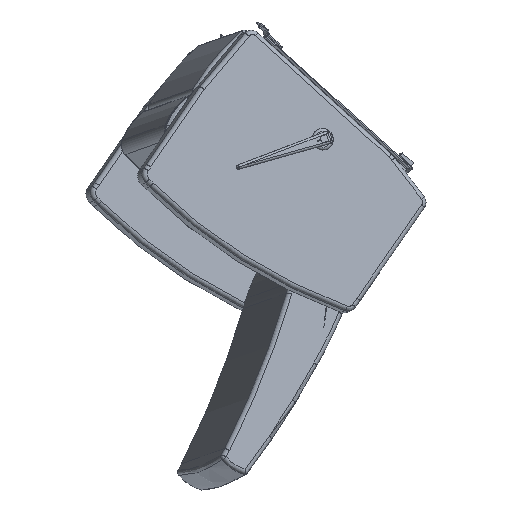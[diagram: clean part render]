
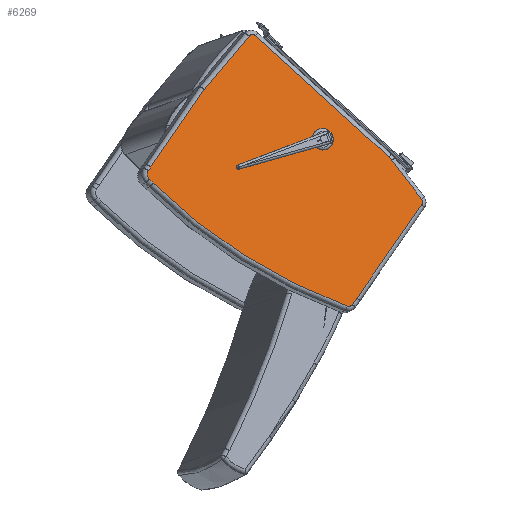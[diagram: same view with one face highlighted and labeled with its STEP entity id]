
A CAD part, left-side view. The second image highlights one B-rep face of the part: STEP entity #6269.
In plain terms, the highlighted face is planar.
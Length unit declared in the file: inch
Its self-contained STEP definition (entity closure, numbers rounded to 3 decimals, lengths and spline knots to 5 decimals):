
#652=CIRCLE('',#7023,59.75);
#656=CIRCLE('',#7029,0.5);
#658=CIRCLE('',#7033,2.5);
#661=CIRCLE('',#7037,0.5);
#665=CIRCLE('',#7042,0.5);
#668=CIRCLE('',#7047,59.75);
#670=CIRCLE('',#7049,0.5);
#671=CIRCLE('',#7052,0.75);
#1180=FACE_OUTER_BOUND('',#1574,.T.);
#1574=EDGE_LOOP('',(#5675,#5676,#5677,#5678,#5679,#5680,#5681,#5682,#5683,
#5684,#5685,#5686,#5687,#5688,#5689));
#2013=LINE('',#12402,#2467);
#2015=LINE('',#12433,#2469);
#2016=LINE('',#12449,#2470);
#2018=LINE('',#12468,#2472);
#2019=LINE('',#12493,#2473);
#2021=LINE('',#12510,#2475);
#2023=LINE('',#12529,#2477);
#2467=VECTOR('',#8824,0.3937);
#2469=VECTOR('',#8832,0.3937);
#2470=VECTOR('',#8841,0.3937);
#2472=VECTOR('',#8851,0.3937);
#2473=VECTOR('',#8862,0.3937);
#2475=VECTOR('',#8872,0.3937);
#2477=VECTOR('',#8886,0.3937);
#3007=VERTEX_POINT('',#12376);
#3008=VERTEX_POINT('',#12387);
#3009=VERTEX_POINT('',#12400);
#3010=VERTEX_POINT('',#12401);
#3013=VERTEX_POINT('',#12429);
#3014=VERTEX_POINT('',#12431);
#3015=VERTEX_POINT('',#12443);
#3016=VERTEX_POINT('',#12447);
#3017=VERTEX_POINT('',#12451);
#3019=VERTEX_POINT('',#12466);
#3021=VERTEX_POINT('',#12485);
#3023=VERTEX_POINT('',#12491);
#3025=VERTEX_POINT('',#12505);
#3026=VERTEX_POINT('',#12513);
#3027=VERTEX_POINT('',#12525);
#3880=EDGE_CURVE('',#3007,#3008,#652,.T.);
#3882=EDGE_CURVE('',#3009,#3010,#2013,.T.);
#3888=EDGE_CURVE('',#3014,#3013,#2015,.T.);
#3890=EDGE_CURVE('',#3015,#3014,#656,.T.);
#3892=EDGE_CURVE('',#3016,#3015,#2016,.T.);
#3894=EDGE_CURVE('',#3017,#3016,#658,.T.);
#3897=EDGE_CURVE('',#3019,#3017,#2018,.T.);
#3899=EDGE_CURVE('',#3021,#3019,#661,.T.);
#3902=EDGE_CURVE('',#3023,#3021,#2019,.T.);
#3905=EDGE_CURVE('',#3025,#3023,#665,.T.);
#3907=EDGE_CURVE('',#3010,#3025,#2021,.T.);
#3910=EDGE_CURVE('',#3026,#3007,#668,.T.);
#3912=EDGE_CURVE('',#3027,#3026,#670,.T.);
#3913=EDGE_CURVE('',#3013,#3027,#2023,.T.);
#3914=EDGE_CURVE('',#3008,#3009,#671,.T.);
#5675=ORIENTED_EDGE('',*,*,#3888,.F.);
#5676=ORIENTED_EDGE('',*,*,#3890,.F.);
#5677=ORIENTED_EDGE('',*,*,#3892,.F.);
#5678=ORIENTED_EDGE('',*,*,#3894,.F.);
#5679=ORIENTED_EDGE('',*,*,#3897,.F.);
#5680=ORIENTED_EDGE('',*,*,#3899,.F.);
#5681=ORIENTED_EDGE('',*,*,#3902,.F.);
#5682=ORIENTED_EDGE('',*,*,#3905,.F.);
#5683=ORIENTED_EDGE('',*,*,#3907,.F.);
#5684=ORIENTED_EDGE('',*,*,#3882,.F.);
#5685=ORIENTED_EDGE('',*,*,#3914,.F.);
#5686=ORIENTED_EDGE('',*,*,#3880,.F.);
#5687=ORIENTED_EDGE('',*,*,#3910,.F.);
#5688=ORIENTED_EDGE('',*,*,#3912,.F.);
#5689=ORIENTED_EDGE('',*,*,#3913,.F.);
#5893=PLANE('',#7058);
#6269=ADVANCED_FACE('',(#1180),#5893,.T.);
#7023=AXIS2_PLACEMENT_3D('',#12388,#8820,#8821);
#7029=AXIS2_PLACEMENT_3D('',#12445,#8835,#8836);
#7033=AXIS2_PLACEMENT_3D('',#12462,#8844,#8845);
#7037=AXIS2_PLACEMENT_3D('',#12487,#8854,#8855);
#7042=AXIS2_PLACEMENT_3D('',#12507,#8866,#8867);
#7047=AXIS2_PLACEMENT_3D('',#12515,#8878,#8879);
#7049=AXIS2_PLACEMENT_3D('',#12527,#8882,#8883);
#7052=AXIS2_PLACEMENT_3D('',#12531,#8889,#8890);
#7058=AXIS2_PLACEMENT_3D('',#12541,#8905,#8906);
#8820=DIRECTION('center_axis',(0.,0.,-1.));
#8821=DIRECTION('ref_axis',(0.05,0.999,0.));
#8824=DIRECTION('',(0.106,-0.994,0.));
#8832=DIRECTION('',(-0.106,0.994,0.));
#8835=DIRECTION('center_axis',(0.,0.,-1.));
#8836=DIRECTION('ref_axis',(-0.735,-0.679,0.));
#8841=DIRECTION('',(-0.983,0.184,0.));
#8844=DIRECTION('center_axis',(0.,0.,-1.));
#8845=DIRECTION('ref_axis',(-0.092,-0.996,0.));
#8851=DIRECTION('',(-1.,-0.001,0.));
#8854=DIRECTION('center_axis',(0.,0.,-1.));
#8855=DIRECTION('ref_axis',(0.712,-0.702,0.));
#8862=DIRECTION('',(0.014,-1.,0.));
#8866=DIRECTION('center_axis',(0.,0.,-1.));
#8867=DIRECTION('ref_axis',(0.998,0.062,0.));
#8872=DIRECTION('',(0.11,-0.994,0.));
#8878=DIRECTION('center_axis',(0.,0.,-1.));
#8879=DIRECTION('ref_axis',(-0.174,0.985,0.));
#8882=DIRECTION('center_axis',(0.,0.,-1.));
#8883=DIRECTION('ref_axis',(-0.859,0.512,0.));
#8886=DIRECTION('',(-0.106,0.994,0.));
#8889=DIRECTION('center_axis',(0.,0.,-1.));
#8890=DIRECTION('ref_axis',(0.669,0.743,0.));
#8905=DIRECTION('center_axis',(0.,0.,1.));
#8906=DIRECTION('ref_axis',(1.,0.,0.));
#12376=CARTESIAN_POINT('',(30.35305,-10.41044,3.));
#12387=CARTESIAN_POINT('',(30.96931,-10.4412,3.));
#12388=CARTESIAN_POINT('Origin',(27.68214,-70.10071,3.));
#12400=CARTESIAN_POINT('',(31.67349,-11.06456,3.));
#12401=CARTESIAN_POINT('',(31.72615,-11.55846,3.));
#12402=CARTESIAN_POINT('',(31.9615,-13.76578,3.));
#12429=CARTESIAN_POINT('',(5.07948,-16.22891,3.));
#12431=CARTESIAN_POINT('',(6.42687,-28.85763,3.));
#12433=CARTESIAN_POINT('',(5.95876,-24.47018,3.));
#12443=CARTESIAN_POINT('',(6.83187,-29.29602,3.));
#12445=CARTESIAN_POINT('Origin',(6.92405,-28.80459,3.));
#12447=CARTESIAN_POINT('',(12.11389,-30.28672,3.));
#12449=CARTESIAN_POINT('',(13.84383,-30.61119,3.));
#12451=CARTESIAN_POINT('',(12.57757,-30.32957,3.));
#12462=CARTESIAN_POINT('Origin',(12.57476,-27.82957,3.));
#12466=CARTESIAN_POINT('',(32.48755,-30.31847,3.));
#12468=CARTESIAN_POINT('',(25.75379,-30.32222,3.));
#12485=CARTESIAN_POINT('',(32.98722,-29.81165,3.));
#12487=CARTESIAN_POINT('Origin',(32.48727,-29.81847,3.));
#12491=CARTESIAN_POINT('',(32.88094,-22.0233,3.));
#12493=CARTESIAN_POINT('',(32.85178,-19.88638,3.));
#12505=CARTESIAN_POINT('',(32.87796,-21.97517,3.));
#12507=CARTESIAN_POINT('Origin',(32.38099,-22.03012,3.));
#12510=CARTESIAN_POINT('',(31.99514,-13.99111,3.));
#12513=CARTESIAN_POINT('',(5.29373,-14.84155,3.));
#12515=CARTESIAN_POINT('Origin',(27.98863,-70.11364,3.));
#12525=CARTESIAN_POINT('',(4.98646,-15.35712,3.));
#12527=CARTESIAN_POINT('Origin',(5.48364,-15.30407,3.));
#12529=CARTESIAN_POINT('',(5.24561,-17.78599,3.));
#12531=CARTESIAN_POINT('Origin',(30.93412,-11.19038,3.));
#12541=CARTESIAN_POINT('Origin',(18.,-18.,3.));
